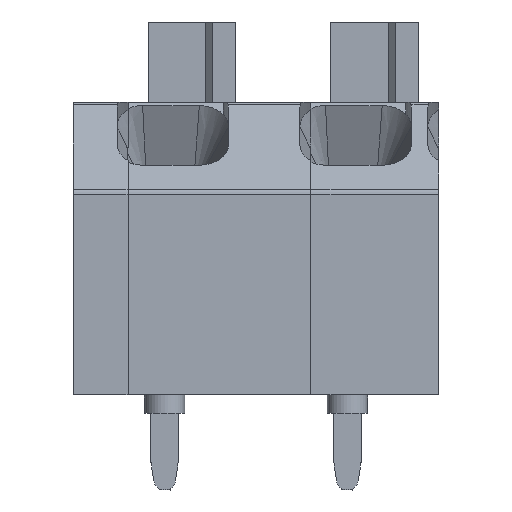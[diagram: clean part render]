
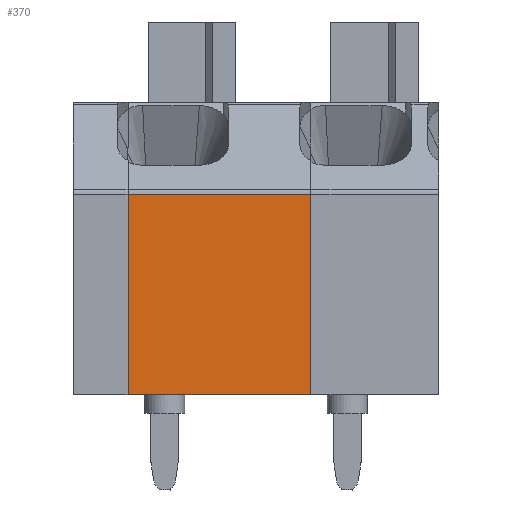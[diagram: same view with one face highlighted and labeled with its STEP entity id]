
A CAD part, front view. The second image highlights one B-rep face of the part: STEP entity #370.
In plain terms, the highlighted face is planar.
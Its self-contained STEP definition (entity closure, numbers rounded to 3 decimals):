
#5 = CARTESIAN_POINT ( 'NONE',  ( -2.2, 0.262, 4.9 ) ) ;
#370 = ADVANCED_FACE ( 'NONE', ( #20303 ), #549, .T. ) ;
#549 = PLANE ( 'NONE',  #30909 ) ;
#747 = DIRECTION ( 'NONE',  ( 0., 1., 0. ) ) ;
#835 = VECTOR ( 'NONE', #25287, 1000. ) ;
#960 = DIRECTION ( 'NONE',  ( 1., 0., 0. ) ) ;
#2934 = CARTESIAN_POINT ( 'NONE',  ( -2.2, 0., 4.9 ) ) ;
#4230 = LINE ( 'NONE', #26599, #28544 ) ;
#4725 = VERTEX_POINT ( 'NONE', #10879 ) ;
#7995 = CARTESIAN_POINT ( 'NONE',  ( -2.2, 0., 6.4 ) ) ;
#9288 = DIRECTION ( 'NONE',  ( 0., 0., -1. ) ) ;
#10879 = CARTESIAN_POINT ( 'NONE',  ( -2.2, 0., 9.9 ) ) ;
#11862 = LINE ( 'NONE', #26415, #19477 ) ;
#12073 = VERTEX_POINT ( 'NONE', #2934 ) ;
#13332 = CARTESIAN_POINT ( 'NONE',  ( -2.2, 5.478, 4.9 ) ) ;
#14697 = EDGE_CURVE ( 'NONE', #12073, #4725, #20596, .T. ) ;
#16932 = DIRECTION ( 'NONE',  ( 0., -1., 0. ) ) ;
#16982 = CARTESIAN_POINT ( 'NONE',  ( -2.2, 5.478, 9.9 ) ) ;
#17136 = VERTEX_POINT ( 'NONE', #13332 ) ;
#17416 = EDGE_CURVE ( 'NONE', #25504, #4725, #4230, .T. ) ;
#18218 = EDGE_LOOP ( 'NONE', ( #18762, #25202, #22639, #19397 ) ) ;
#18762 = ORIENTED_EDGE ( 'NONE', *, *, #17416, .T. ) ;
#19397 = ORIENTED_EDGE ( 'NONE', *, *, #26923, .F. ) ;
#19477 = VECTOR ( 'NONE', #9288, 1000. ) ;
#20303 = FACE_OUTER_BOUND ( 'NONE', #18218, .T. ) ;
#20596 = LINE ( 'NONE', #7995, #835 ) ;
#22552 = EDGE_CURVE ( 'NONE', #12073, #17136, #31150, .T. ) ;
#22639 = ORIENTED_EDGE ( 'NONE', *, *, #22552, .T. ) ;
#25202 = ORIENTED_EDGE ( 'NONE', *, *, #14697, .F. ) ;
#25287 = DIRECTION ( 'NONE',  ( 0., 0., 1. ) ) ;
#25504 = VERTEX_POINT ( 'NONE', #16982 ) ;
#26230 = VECTOR ( 'NONE', #26467, 1000. ) ;
#26415 = CARTESIAN_POINT ( 'NONE',  ( -2.2, 5.478, 6.4 ) ) ;
#26467 = DIRECTION ( 'NONE',  ( 0., 1., 0. ) ) ;
#26599 = CARTESIAN_POINT ( 'NONE',  ( -2.2, 0.262, 9.9 ) ) ;
#26923 = EDGE_CURVE ( 'NONE', #25504, #17136, #11862, .T. ) ;
#27647 = CARTESIAN_POINT ( 'NONE',  ( -2.2, 8., 6.4 ) ) ;
#28544 = VECTOR ( 'NONE', #16932, 1000. ) ;
#30909 = AXIS2_PLACEMENT_3D ( 'NONE', #27647, #960, #747 ) ;
#31150 = LINE ( 'NONE', #5, #26230 ) ;
